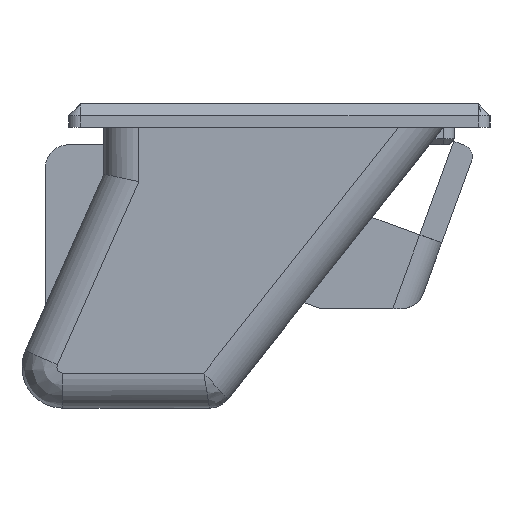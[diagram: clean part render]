
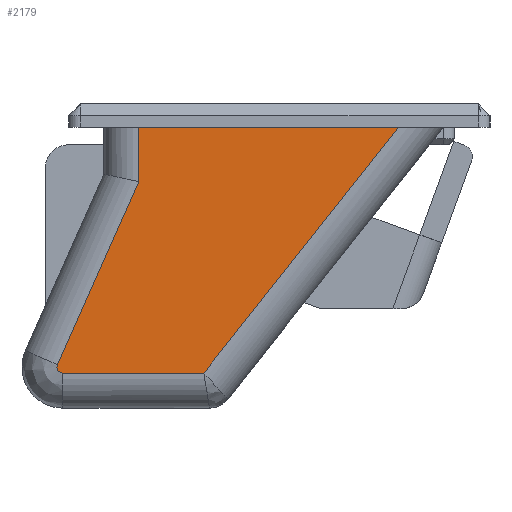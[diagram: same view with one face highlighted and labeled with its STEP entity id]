
A CAD part, left-side view. The second image highlights one B-rep face of the part: STEP entity #2179.
In plain terms, the highlighted planar face has unit normal (-1, 0, 0).
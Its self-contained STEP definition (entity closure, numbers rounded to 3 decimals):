
#102=CIRCLE('',#2257,0.5);
#266=FACE_OUTER_BOUND('',#398,.T.);
#398=EDGE_LOOP('',(#1840,#1841,#1842,#1843,#1844,#1845));
#461=LINE('',#3204,#684);
#462=LINE('',#3207,#685);
#465=LINE('',#3235,#688);
#466=LINE('',#3239,#689);
#608=LINE('',#3737,#831);
#684=VECTOR('',#2522,10.);
#685=VECTOR('',#2525,10.);
#688=VECTOR('',#2538,10.);
#689=VECTOR('',#2543,10.);
#831=VECTOR('',#2961,10.);
#906=VERTEX_POINT('',#3196);
#908=VERTEX_POINT('',#3202);
#909=VERTEX_POINT('',#3206);
#911=VERTEX_POINT('',#3226);
#914=VERTEX_POINT('',#3234);
#915=VERTEX_POINT('',#3238);
#1111=EDGE_CURVE('',#908,#906,#461,.T.);
#1112=EDGE_CURVE('',#906,#909,#462,.T.);
#1117=EDGE_CURVE('',#909,#911,#102,.T.);
#1119=EDGE_CURVE('',#911,#914,#465,.T.);
#1121=EDGE_CURVE('',#914,#915,#466,.T.);
#1328=EDGE_CURVE('',#915,#908,#608,.T.);
#1840=ORIENTED_EDGE('',*,*,#1111,.F.);
#1841=ORIENTED_EDGE('',*,*,#1328,.F.);
#1842=ORIENTED_EDGE('',*,*,#1121,.F.);
#1843=ORIENTED_EDGE('',*,*,#1119,.F.);
#1844=ORIENTED_EDGE('',*,*,#1117,.F.);
#1845=ORIENTED_EDGE('',*,*,#1112,.F.);
#2060=PLANE('',#2398);
#2179=ADVANCED_FACE('',(#266),#2060,.F.);
#2257=AXIS2_PLACEMENT_3D('',#3230,#2533,#2534);
#2398=AXIS2_PLACEMENT_3D('',#3736,#2959,#2960);
#2522=DIRECTION('',(0.,0.621,-0.784));
#2525=DIRECTION('',(0.,1.,0.));
#2533=DIRECTION('center_axis',(1.,0.,0.));
#2534=DIRECTION('ref_axis',(0.,0.838,-0.545));
#2538=DIRECTION('',(0.,-0.406,0.914));
#2543=DIRECTION('',(0.,0.,1.));
#2959=DIRECTION('center_axis',(1.,0.,0.));
#2960=DIRECTION('ref_axis',(0.,0.,-1.));
#2961=DIRECTION('',(0.,-1.,0.));
#3196=CARTESIAN_POINT('',(-43.5,6.451,-21.));
#3202=CARTESIAN_POINT('',(-43.5,-10.174,0.));
#3204=CARTESIAN_POINT('',(-43.5,3.809,-17.663));
#3206=CARTESIAN_POINT('',(-43.5,18.5,-21.));
#3207=CARTESIAN_POINT('',(-43.5,11.953,-21.));
#3226=CARTESIAN_POINT('',(-43.5,18.957,-20.297));
#3230=CARTESIAN_POINT('Origin',(-43.5,18.5,-20.5));
#3234=CARTESIAN_POINT('',(-43.5,12.,-4.636));
#3235=CARTESIAN_POINT('',(-43.5,12.646,-6.091));
#3238=CARTESIAN_POINT('',(-43.5,12.,0.));
#3239=CARTESIAN_POINT('',(-43.5,12.,-5.177));
#3736=CARTESIAN_POINT('Origin',(-43.5,5.406,-10.354));
#3737=CARTESIAN_POINT('',(-43.5,2.703,0.));
